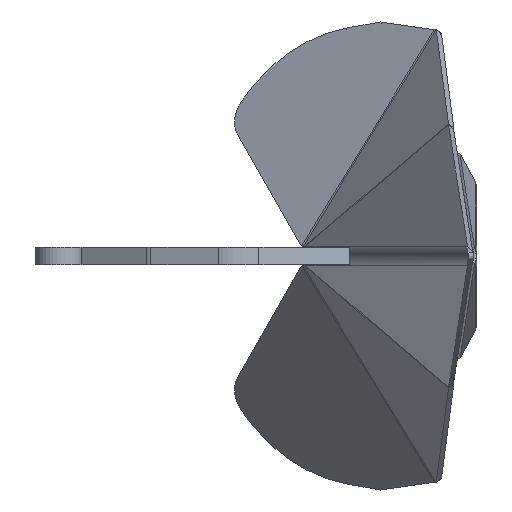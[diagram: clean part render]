
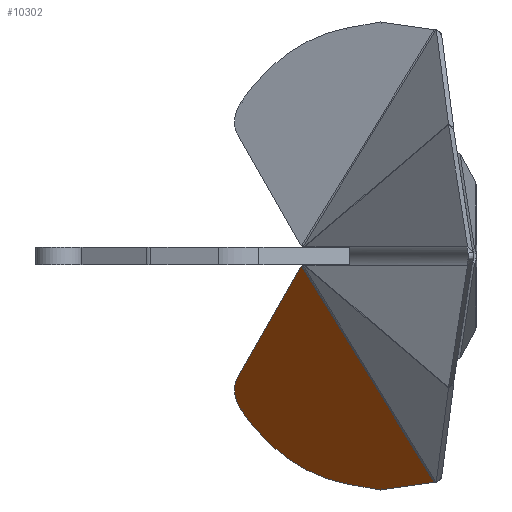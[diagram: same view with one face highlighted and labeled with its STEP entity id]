
A CAD part, left-side view. The second image highlights one B-rep face of the part: STEP entity #10302.
In plain terms, the highlighted face is planar.
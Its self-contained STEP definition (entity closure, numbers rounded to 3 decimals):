
#9220=DIRECTION('',(-0.832,-0.337,0.442));
#9221=VECTOR('',#9220,76.871);
#9222=CARTESIAN_POINT('',(646.484,-253.342,
-123.737));
#9223=LINE('',#9222,#9221);
#9224=DIRECTION('',(-0.745,-0.592,0.309));
#9225=VECTOR('',#9224,44.777);
#9226=CARTESIAN_POINT('',(679.832,-226.845,
-137.552));
#9227=LINE('',#9226,#9225);
#9228=CARTESIAN_POINT('',(619.118,-111.826,
-63.505));
#9229=DIRECTION('',(-0.53,0.243,-0.812));
#9230=DIRECTION('',(0.846,0.091,-0.525));
#9231=AXIS2_PLACEMENT_3D('',#9228,#9229,#9230);
#9233=CARTESIAN_POINT('',(712.779,-101.733,
-121.571));
#9234=DIRECTION('',(-0.53,0.243,-0.812));
#9235=DIRECTION('',(0.405,0.914,0.01));
#9236=AXIS2_PLACEMENT_3D('',#9233,#9234,#9235);
#9238=DIRECTION('',(0.745,-0.323,-0.583));
#9239=VECTOR('',#9238,188.45);
#9240=CARTESIAN_POINT('',(588.109,-5.108,
-11.319));
#9241=LINE('',#9240,#9239);
#9242=DIRECTION('',(0.848,0.138,-0.512));
#9243=VECTOR('',#9242,2.32);
#9244=CARTESIAN_POINT('',(586.142,-5.428,
-10.131));
#9245=LINE('',#9244,#9243);
#9304=DIRECTION('',(-0.013,-0.96,-0.279));
#9305=VECTOR('',#9304,285.172);
#9306=CARTESIAN_POINT('',(586.142,-5.428,
-10.131));
#9307=LINE('',#9306,#9305);
#9511=CARTESIAN_POINT('',(588.109,-5.108,
-11.319));
#9512=CARTESIAN_POINT('',(728.561,-66.07,
-121.184));
#9513=VERTEX_POINT('',#9511);
#9514=VERTEX_POINT('',#9512);
#9515=CARTESIAN_POINT('',(745.788,-98.175,
-142.036));
#9516=VERTEX_POINT('',#9515);
#9517=CARTESIAN_POINT('',(679.832,-226.845,
-137.552));
#9518=VERTEX_POINT('',#9517);
#9519=CARTESIAN_POINT('',(646.484,-253.342,
-123.737));
#9520=VERTEX_POINT('',#9519);
#9527=CARTESIAN_POINT('',(582.555,-279.224,
-89.792));
#9528=VERTEX_POINT('',#9527);
#9551=CARTESIAN_POINT('',(586.142,-5.428,
-10.131));
#9552=VERTEX_POINT('',#9551);
#10282=CARTESIAN_POINT('',(87.761,-78.754,
292.971));
#10283=DIRECTION('',(-0.53,0.243,-0.812));
#10284=DIRECTION('',(0.848,0.138,-0.512));
#10285=AXIS2_PLACEMENT_3D('',#10282,#10283,#10284);
#10286=PLANE('',#10285);
#10288=ORIENTED_EDGE('',*,*,#10287,.F.);
#10290=ORIENTED_EDGE('',*,*,#10289,.F.);
#10292=ORIENTED_EDGE('',*,*,#10291,.F.);
#10294=ORIENTED_EDGE('',*,*,#10293,.F.);
#10296=ORIENTED_EDGE('',*,*,#10295,.F.);
#10297=ORIENTED_EDGE('',*,*,#10273,.F.);
#10299=ORIENTED_EDGE('',*,*,#10298,.T.);
#10300=EDGE_LOOP('',(#10288,#10290,#10292,#10294,#10296,#10297,#10299));
#10301=FACE_OUTER_BOUND('',#10300,.F.);
#9232=CIRCLE('',#9231,149.661);
#9237=CIRCLE('',#9236,39.);
#10273=EDGE_CURVE('',#9552,#9513,#9245,.T.);
#10287=EDGE_CURVE('',#9520,#9528,#9223,.T.);
#10289=EDGE_CURVE('',#9518,#9520,#9227,.T.);
#10291=EDGE_CURVE('',#9516,#9518,#9232,.T.);
#10293=EDGE_CURVE('',#9514,#9516,#9237,.T.);
#10295=EDGE_CURVE('',#9513,#9514,#9241,.T.);
#10298=EDGE_CURVE('',#9552,#9528,#9307,.T.);
#10302=ADVANCED_FACE('',(#10301),#10286,.T.);
